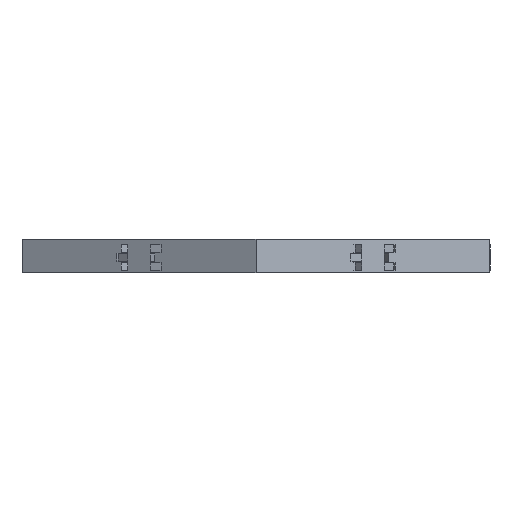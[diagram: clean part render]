
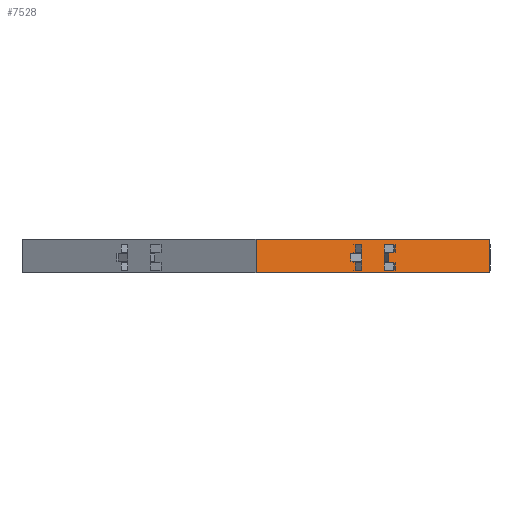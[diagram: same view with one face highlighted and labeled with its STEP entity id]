
A CAD part, front view. The second image highlights one B-rep face of the part: STEP entity #7528.
In plain terms, the highlighted planar face has unit normal (0.5, -0.866, 0).
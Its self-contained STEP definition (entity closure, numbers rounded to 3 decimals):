
#70=FACE_BOUND('',#737,.T.);
#71=FACE_BOUND('',#738,.T.);
#72=FACE_BOUND('',#739,.T.);
#73=FACE_BOUND('',#740,.T.);
#74=FACE_BOUND('',#741,.T.);
#75=FACE_BOUND('',#742,.T.);
#300=FACE_OUTER_BOUND('',#736,.T.);
#736=EDGE_LOOP('',(#6013,#6014,#6015,#6016));
#737=EDGE_LOOP('',(#6017,#6018,#6019,#6020));
#738=EDGE_LOOP('',(#6021,#6022,#6023,#6024));
#739=EDGE_LOOP('',(#6025,#6026,#6027,#6028));
#740=EDGE_LOOP('',(#6029,#6030,#6031,#6032));
#741=EDGE_LOOP('',(#6033,#6034,#6035,#6036));
#742=EDGE_LOOP('',(#6037,#6038,#6039,#6040));
#1151=LINE('',#10381,#2201);
#1167=LINE('',#10415,#2217);
#1201=LINE('',#10480,#2251);
#1204=LINE('',#10485,#2254);
#1433=LINE('',#10942,#2483);
#1485=LINE('',#11052,#2535);
#1490=LINE('',#11061,#2540);
#1491=LINE('',#11063,#2541);
#1492=LINE('',#11065,#2542);
#1548=LINE('',#11179,#2598);
#1677=LINE('',#11436,#2727);
#1690=LINE('',#11459,#2740);
#1694=LINE('',#11466,#2744);
#1695=LINE('',#11469,#2745);
#1697=LINE('',#11472,#2747);
#1698=LINE('',#11475,#2748);
#1699=LINE('',#11476,#2749);
#1700=LINE('',#11477,#2750);
#1701=LINE('',#11480,#2751);
#1702=LINE('',#11482,#2752);
#1703=LINE('',#11484,#2753);
#1704=LINE('',#11485,#2754);
#1705=LINE('',#11487,#2755);
#1706=LINE('',#11489,#2756);
#1707=LINE('',#11490,#2757);
#1708=LINE('',#11492,#2758);
#1709=LINE('',#11494,#2759);
#1710=LINE('',#11495,#2760);
#2201=VECTOR('',#8400,10.);
#2217=VECTOR('',#8420,10.);
#2251=VECTOR('',#8458,10.);
#2254=VECTOR('',#8463,10.);
#2483=VECTOR('',#8768,10.);
#2535=VECTOR('',#8866,10.);
#2540=VECTOR('',#8873,10.);
#2541=VECTOR('',#8876,10.);
#2542=VECTOR('',#8879,10.);
#2598=VECTOR('',#8991,10.);
#2727=VECTOR('',#9246,10.);
#2740=VECTOR('',#9261,10.);
#2744=VECTOR('',#9267,10.);
#2745=VECTOR('',#9270,10.);
#2747=VECTOR('',#9274,10.);
#2748=VECTOR('',#9277,10.);
#2749=VECTOR('',#9278,10.);
#2750=VECTOR('',#9279,10.);
#2751=VECTOR('',#9280,10.);
#2752=VECTOR('',#9281,10.);
#2753=VECTOR('',#9282,10.);
#2754=VECTOR('',#9283,10.);
#2755=VECTOR('',#9284,10.);
#2756=VECTOR('',#9285,10.);
#2757=VECTOR('',#9286,10.);
#2758=VECTOR('',#9287,10.);
#2759=VECTOR('',#9288,10.);
#2760=VECTOR('',#9289,10.);
#3231=VERTEX_POINT('',#10378);
#3232=VERTEX_POINT('',#10380);
#3247=VERTEX_POINT('',#10412);
#3248=VERTEX_POINT('',#10414);
#3276=VERTEX_POINT('',#10477);
#3277=VERTEX_POINT('',#10479);
#3278=VERTEX_POINT('',#10484);
#3468=VERTEX_POINT('',#10941);
#3501=VERTEX_POINT('',#11048);
#3503=VERTEX_POINT('',#11051);
#3505=VERTEX_POINT('',#11057);
#3506=VERTEX_POINT('',#11059);
#3535=VERTEX_POINT('',#11176);
#3536=VERTEX_POINT('',#11178);
#3601=VERTEX_POINT('',#11435);
#3609=VERTEX_POINT('',#11456);
#3610=VERTEX_POINT('',#11458);
#3612=VERTEX_POINT('',#11464);
#3613=VERTEX_POINT('',#11468);
#3614=VERTEX_POINT('',#11474);
#3615=VERTEX_POINT('',#11478);
#3616=VERTEX_POINT('',#11479);
#3617=VERTEX_POINT('',#11481);
#3618=VERTEX_POINT('',#11483);
#3619=VERTEX_POINT('',#11486);
#3620=VERTEX_POINT('',#11488);
#3621=VERTEX_POINT('',#11491);
#3622=VERTEX_POINT('',#11493);
#3967=EDGE_CURVE('',#3231,#3232,#1151,.T.);
#3984=EDGE_CURVE('',#3247,#3248,#1167,.T.);
#4018=EDGE_CURVE('',#3277,#3276,#1201,.T.);
#4021=EDGE_CURVE('',#3278,#3277,#1204,.T.);
#4253=EDGE_CURVE('',#3468,#3278,#1433,.T.);
#4305=EDGE_CURVE('',#3503,#3501,#1485,.T.);
#4310=EDGE_CURVE('',#3505,#3506,#1490,.T.);
#4311=EDGE_CURVE('',#3506,#3503,#1491,.T.);
#4312=EDGE_CURVE('',#3501,#3505,#1492,.T.);
#4368=EDGE_CURVE('',#3535,#3536,#1548,.T.);
#4497=EDGE_CURVE('',#3601,#3536,#1677,.T.);
#4510=EDGE_CURVE('',#3609,#3610,#1690,.T.);
#4514=EDGE_CURVE('',#3612,#3609,#1694,.T.);
#4515=EDGE_CURVE('',#3610,#3613,#1695,.T.);
#4517=EDGE_CURVE('',#3613,#3612,#1697,.T.);
#4518=EDGE_CURVE('',#3614,#3535,#1698,.T.);
#4519=EDGE_CURVE('',#3601,#3614,#1699,.T.);
#4520=EDGE_CURVE('',#3276,#3468,#1700,.T.);
#4521=EDGE_CURVE('',#3615,#3616,#1701,.T.);
#4522=EDGE_CURVE('',#3617,#3615,#1702,.T.);
#4523=EDGE_CURVE('',#3618,#3617,#1703,.T.);
#4524=EDGE_CURVE('',#3616,#3618,#1704,.T.);
#4525=EDGE_CURVE('',#3619,#3231,#1705,.T.);
#4526=EDGE_CURVE('',#3620,#3619,#1706,.T.);
#4527=EDGE_CURVE('',#3232,#3620,#1707,.T.);
#4528=EDGE_CURVE('',#3621,#3247,#1708,.T.);
#4529=EDGE_CURVE('',#3622,#3621,#1709,.T.);
#4530=EDGE_CURVE('',#3248,#3622,#1710,.T.);
#6013=ORIENTED_EDGE('',*,*,#4518,.F.);
#6014=ORIENTED_EDGE('',*,*,#4519,.F.);
#6015=ORIENTED_EDGE('',*,*,#4497,.T.);
#6016=ORIENTED_EDGE('',*,*,#4368,.F.);
#6017=ORIENTED_EDGE('',*,*,#4021,.T.);
#6018=ORIENTED_EDGE('',*,*,#4018,.T.);
#6019=ORIENTED_EDGE('',*,*,#4520,.T.);
#6020=ORIENTED_EDGE('',*,*,#4253,.T.);
#6021=ORIENTED_EDGE('',*,*,#4310,.T.);
#6022=ORIENTED_EDGE('',*,*,#4311,.T.);
#6023=ORIENTED_EDGE('',*,*,#4305,.T.);
#6024=ORIENTED_EDGE('',*,*,#4312,.T.);
#6025=ORIENTED_EDGE('',*,*,#4521,.F.);
#6026=ORIENTED_EDGE('',*,*,#4522,.F.);
#6027=ORIENTED_EDGE('',*,*,#4523,.F.);
#6028=ORIENTED_EDGE('',*,*,#4524,.F.);
#6029=ORIENTED_EDGE('',*,*,#3967,.F.);
#6030=ORIENTED_EDGE('',*,*,#4525,.F.);
#6031=ORIENTED_EDGE('',*,*,#4526,.F.);
#6032=ORIENTED_EDGE('',*,*,#4527,.F.);
#6033=ORIENTED_EDGE('',*,*,#4528,.F.);
#6034=ORIENTED_EDGE('',*,*,#4529,.F.);
#6035=ORIENTED_EDGE('',*,*,#4530,.F.);
#6036=ORIENTED_EDGE('',*,*,#3984,.F.);
#6037=ORIENTED_EDGE('',*,*,#4510,.F.);
#6038=ORIENTED_EDGE('',*,*,#4514,.F.);
#6039=ORIENTED_EDGE('',*,*,#4517,.F.);
#6040=ORIENTED_EDGE('',*,*,#4515,.F.);
#7141=PLANE('',#7941);
#7528=ADVANCED_FACE('',(#300,#70,#71,#72,#73,#74,#75),#7141,.T.);
#7941=AXIS2_PLACEMENT_3D('',#11473,#9275,#9276);
#8400=DIRECTION('',(0.,0.,-1.));
#8420=DIRECTION('',(0.866,0.5,0.));
#8458=DIRECTION('',(0.866,0.5,0.));
#8463=DIRECTION('',(0.,0.,1.));
#8768=DIRECTION('',(-0.866,-0.5,0.));
#8866=DIRECTION('',(0.,0.,-1.));
#8873=DIRECTION('',(0.,0.,1.));
#8876=DIRECTION('',(0.866,0.5,0.));
#8879=DIRECTION('',(-0.866,-0.5,0.));
#8991=DIRECTION('',(0.866,0.5,0.));
#9246=DIRECTION('',(0.,0.,1.));
#9261=DIRECTION('',(0.,0.,1.));
#9267=DIRECTION('',(0.866,0.5,0.));
#9270=DIRECTION('',(-0.866,-0.5,0.));
#9274=DIRECTION('',(0.,0.,-1.));
#9275=DIRECTION('center_axis',(0.5,-0.866,0.));
#9276=DIRECTION('ref_axis',(-0.866,-0.5,0.));
#9277=DIRECTION('',(0.,0.,1.));
#9278=DIRECTION('',(-0.866,-0.5,0.));
#9279=DIRECTION('',(0.,0.,-1.));
#9280=DIRECTION('',(0.,0.,1.));
#9281=DIRECTION('',(0.866,0.5,0.));
#9282=DIRECTION('',(0.,0.,-1.));
#9283=DIRECTION('',(-0.866,-0.5,0.));
#9284=DIRECTION('',(-0.866,-0.5,0.));
#9285=DIRECTION('',(0.,0.,1.));
#9286=DIRECTION('',(0.866,0.5,0.));
#9287=DIRECTION('',(0.,0.,-1.));
#9288=DIRECTION('',(-0.866,-0.5,0.));
#9289=DIRECTION('',(0.,0.,1.));
#10378=CARTESIAN_POINT('',(38.373,-82.464,10.));
#10380=CARTESIAN_POINT('',(38.373,-82.464,7.));
#10381=CARTESIAN_POINT('',(38.373,-82.464,3.5));
#10412=CARTESIAN_POINT('',(38.373,-82.464,0.));
#10414=CARTESIAN_POINT('',(40.971,-80.964,0.));
#10415=CARTESIAN_POINT('',(67.952,-65.387,0.));
#10477=CARTESIAN_POINT('',(51.363,-74.964,6.4));
#10479=CARTESIAN_POINT('',(49.631,-75.964,6.4));
#10480=CARTESIAN_POINT('',(70.983,-63.637,6.4));
#10484=CARTESIAN_POINT('',(49.631,-75.964,3.4));
#10485=CARTESIAN_POINT('',(49.631,-75.964,3.2));
#10941=CARTESIAN_POINT('',(51.363,-74.964,3.4));
#10942=CARTESIAN_POINT('',(70.117,-64.137,3.4));
#11048=CARTESIAN_POINT('',(40.971,-80.964,3.6));
#11051=CARTESIAN_POINT('',(40.971,-80.964,6.6));
#11052=CARTESIAN_POINT('',(40.971,-80.964,1.8));
#11057=CARTESIAN_POINT('',(36.771,-83.389,3.6));
#11059=CARTESIAN_POINT('',(36.771,-83.389,6.6));
#11061=CARTESIAN_POINT('',(36.771,-83.389,1.8));
#11063=CARTESIAN_POINT('',(64.643,-67.297,6.6));
#11065=CARTESIAN_POINT('',(64.643,-67.297,3.6));
#11176=CARTESIAN_POINT('',(0.,-104.619,12.));
#11178=CARTESIAN_POINT('',(90.603,-52.309,12.));
#11179=CARTESIAN_POINT('',(0.,-104.619,12.));
#11435=CARTESIAN_POINT('',(90.603,-52.309,-0.8));
#11436=CARTESIAN_POINT('',(90.603,-52.309,0.));
#11456=CARTESIAN_POINT('',(53.84,-73.535,0.));
#11458=CARTESIAN_POINT('',(53.84,-73.535,3.));
#11459=CARTESIAN_POINT('',(53.84,-73.535,0.75));
#11464=CARTESIAN_POINT('',(49.631,-75.964,0.));
#11466=CARTESIAN_POINT('',(72.221,-62.922,0.));
#11468=CARTESIAN_POINT('',(49.631,-75.964,3.));
#11469=CARTESIAN_POINT('',(72.221,-62.922,3.));
#11472=CARTESIAN_POINT('',(49.631,-75.964,1.5));
#11473=CARTESIAN_POINT('Origin',(90.603,-52.309,0.));
#11474=CARTESIAN_POINT('',(0.,-104.619,-0.8));
#11475=CARTESIAN_POINT('',(0.,-104.619,0.));
#11476=CARTESIAN_POINT('',(0.,-104.619,-0.8));
#11477=CARTESIAN_POINT('',(51.363,-74.964,1.7));
#11478=CARTESIAN_POINT('',(53.84,-73.535,7.));
#11479=CARTESIAN_POINT('',(53.84,-73.535,10.));
#11480=CARTESIAN_POINT('',(53.84,-73.535,4.25));
#11481=CARTESIAN_POINT('',(49.631,-75.964,7.));
#11482=CARTESIAN_POINT('',(72.221,-62.922,7.));
#11483=CARTESIAN_POINT('',(49.631,-75.964,10.));
#11484=CARTESIAN_POINT('',(49.631,-75.964,5.));
#11485=CARTESIAN_POINT('',(72.221,-62.922,10.));
#11486=CARTESIAN_POINT('',(40.971,-80.964,10.));
#11487=CARTESIAN_POINT('',(63.622,-67.887,10.));
#11488=CARTESIAN_POINT('',(40.971,-80.964,7.));
#11489=CARTESIAN_POINT('',(40.971,-80.964,5.));
#11490=CARTESIAN_POINT('',(65.354,-66.887,7.));
#11491=CARTESIAN_POINT('',(38.373,-82.464,3.));
#11492=CARTESIAN_POINT('',(38.373,-82.464,0.));
#11493=CARTESIAN_POINT('',(40.971,-80.964,3.));
#11494=CARTESIAN_POINT('',(63.622,-67.887,3.));
#11495=CARTESIAN_POINT('',(40.971,-80.964,1.5));
